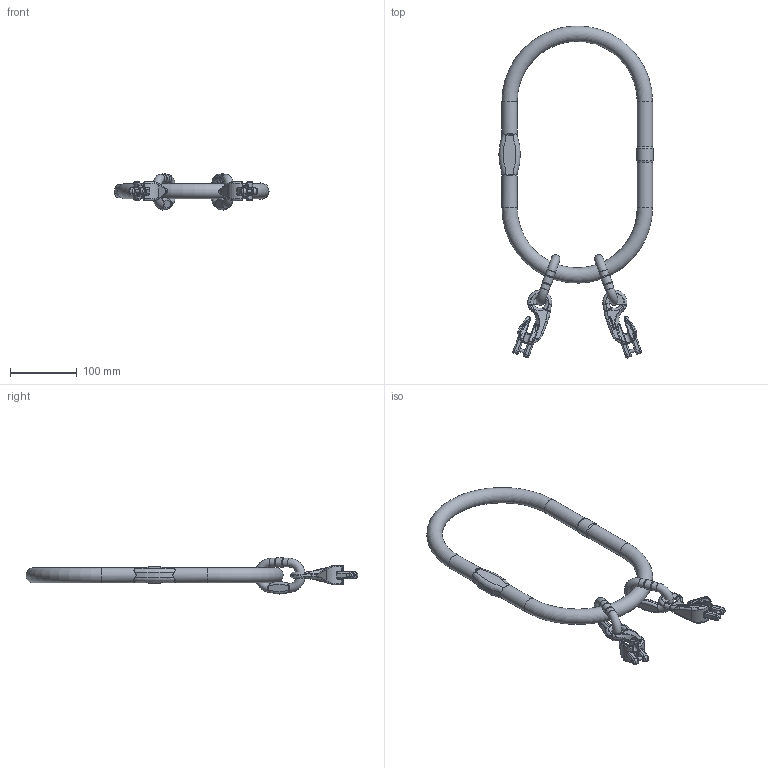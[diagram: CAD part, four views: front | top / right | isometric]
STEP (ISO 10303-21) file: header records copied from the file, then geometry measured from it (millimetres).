
FILE_DESCRIPTION(/* description */ (''),/* implementation_level */ '2;1');
FILE_NAME(/* name */ 'pewag_LXKW_2-6',/* time_stamp */ '2010-03-03T15:18:58+01:00',/* author */ (''),/* organization */ (''),/* preprocessor_version */ 'ST-DEVELOPER v9',/* originating_system */ 'UGS - NX 4.0',/* authorisation */ '');
FILE_SCHEMA (('AUTOMOTIVE_DESIGN { 1 0 10303 214 1 1 1 1 }'));
Length unit declared in the file: millimetre
Products named in the file (1): rit7E48oz95
Bounding box: 231.46 x 498.33 x 54.05 mm (x, y, z)
Volume: 519358 mm3; surface area: 106399.9 mm2
Topology: 7 solids, 7 shells, 1039 faces, 2639 edges, 1624 vertices
Faces by surface type: plane 298, bspline 224, cylinder 223, extrusion 196, torus 68, sphere 16, cone 14
Full cylindrical faces by diameter (mm): 5 x6, 13 x4, 13.975 x2, 23 x4, 24.725 x1
Entity records: 37917 total; most frequent: CARTESIAN_POINT 15534, ORIENTED_EDGE 5164, DIRECTION 3728, EDGE_CURVE 2582, VERTEX_POINT 1608, AXIS2_PLACEMENT_3D 1336, B_SPLINE_CURVE_WITH_KNOTS 1180, EDGE_LOOP 1108
